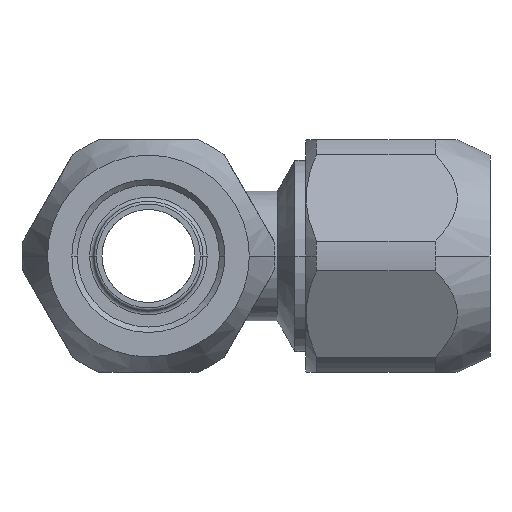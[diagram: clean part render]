
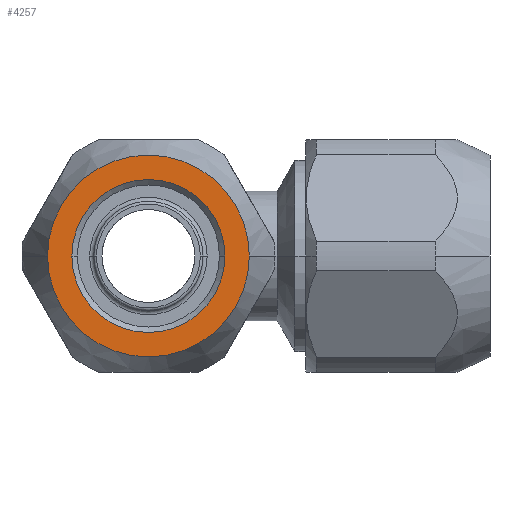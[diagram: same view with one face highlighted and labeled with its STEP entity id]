
A CAD part, left-side view. The second image highlights one B-rep face of the part: STEP entity #4257.
In plain terms, the highlighted planar face has unit normal (-1, 0, 0).
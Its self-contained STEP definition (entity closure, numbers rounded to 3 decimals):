
#1489=CARTESIAN_POINT('',(-25.,0.,0.));
#1490=DIRECTION('',(-1.,0.,0.));
#1491=DIRECTION('',(0.,1.,0.));
#1492=AXIS2_PLACEMENT_3D('',#1489,#1490,#1491);
#1503=CARTESIAN_POINT('',(-25.,0.,0.));
#1504=DIRECTION('',(1.,0.,0.));
#1505=DIRECTION('',(0.,1.,0.));
#1506=AXIS2_PLACEMENT_3D('',#1503,#1504,#1505);
#1512=CARTESIAN_POINT('',(-25.,0.,0.));
#1513=DIRECTION('',(-1.,0.,0.));
#1514=DIRECTION('',(0.,1.,0.));
#1515=AXIS2_PLACEMENT_3D('',#1512,#1513,#1514);
#1517=CARTESIAN_POINT('',(-25.,0.,0.));
#1518=DIRECTION('',(1.,0.,0.));
#1519=DIRECTION('',(0.,1.,0.));
#1520=AXIS2_PLACEMENT_3D('',#1517,#1518,#1519);
#2106=CARTESIAN_POINT('',(-25.,7.385,0.));
#2108=VERTEX_POINT('',#2106);
#2114=CARTESIAN_POINT('',(-25.,-7.385,0.));
#2116=VERTEX_POINT('',#2114);
#2141=CARTESIAN_POINT('',(-25.,5.6,0.));
#2142=CARTESIAN_POINT('',(-25.,-5.6,0.));
#2143=VERTEX_POINT('',#2141);
#2144=VERTEX_POINT('',#2142);
#4242=CARTESIAN_POINT('',(-25.,0.,0.));
#4243=DIRECTION('',(1.,0.,0.));
#4244=DIRECTION('',(0.,-1.,0.));
#4245=AXIS2_PLACEMENT_3D('',#4242,#4243,#4244);
#4246=PLANE('',#4245);
#4248=ORIENTED_EDGE('',*,*,#4247,.F.);
#4250=ORIENTED_EDGE('',*,*,#4249,.T.);
#4251=EDGE_LOOP('',(#4248,#4250));
#4252=FACE_OUTER_BOUND('',#4251,.F.);
#4253=ORIENTED_EDGE('',*,*,#4236,.F.);
#4254=ORIENTED_EDGE('',*,*,#4222,.T.);
#4255=EDGE_LOOP('',(#4253,#4254));
#4256=FACE_BOUND('',#4255,.F.);
#4257=ADVANCED_FACE('',(#4252,#4256),#4246,.F.);
#1493=CIRCLE('',#1492,5.6);
#1507=CIRCLE('',#1506,5.6);
#1516=CIRCLE('',#1515,7.385);
#1521=CIRCLE('',#1520,7.385);
#4222=EDGE_CURVE('',#2143,#2144,#1493,.T.);
#4236=EDGE_CURVE('',#2143,#2144,#1507,.T.);
#4247=EDGE_CURVE('',#2108,#2116,#1516,.T.);
#4249=EDGE_CURVE('',#2108,#2116,#1521,.T.);
